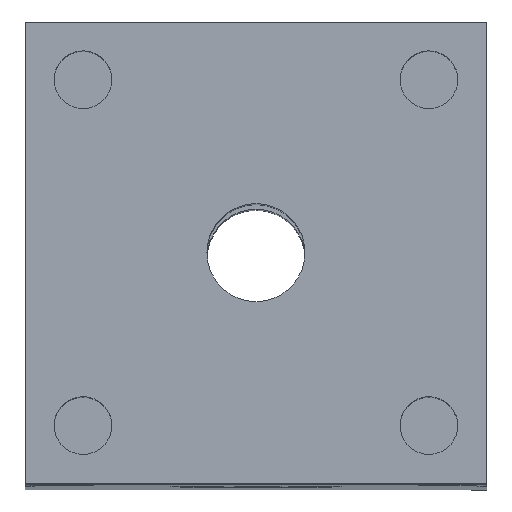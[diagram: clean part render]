
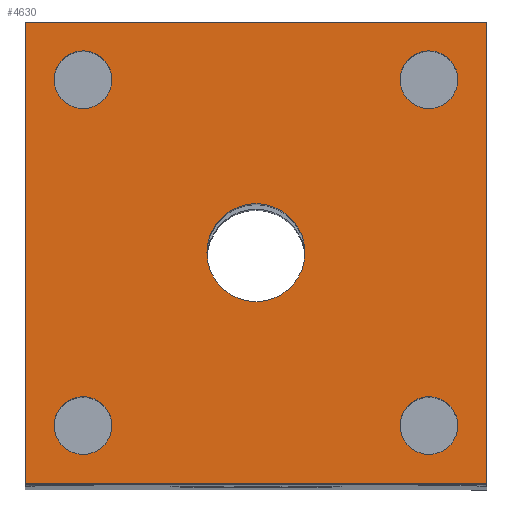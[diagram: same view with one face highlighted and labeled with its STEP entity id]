
A CAD part, top view. The second image highlights one B-rep face of the part: STEP entity #4630.
In plain terms, the highlighted face is planar.
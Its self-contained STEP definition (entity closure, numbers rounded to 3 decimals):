
#1340=CARTESIAN_POINT('',(-0.439,-20.039,
-19.828));
#1350=VERTEX_POINT('',#1340);
#1380=CARTESIAN_POINT('',(-0.266,-20.039,
0.026));
#1390=DIRECTION('',(-0.009,0.,
-1.));
#1400=VECTOR('',#1390,1.);
#1410=LINE('',#1380,#1400);
#1420=CARTESIAN_POINT('',(-0.09,-20.039,20.17));
#1430=VERTEX_POINT('',#1420);
#1440=EDGE_CURVE('',#1430,#1350,#1410,.T.);
#2380=CARTESIAN_POINT('',(0.608,19.955,
20.164));
#2390=VERTEX_POINT('',#2380);
#2420=CARTESIAN_POINT('',(0.432,19.955,
0.026));
#2430=DIRECTION('',(0.009,0.,
1.));
#2440=VECTOR('',#2430,1.);
#2450=LINE('',#2420,#2440);
#2460=CARTESIAN_POINT('',(0.259,19.955,
-19.835));
#2470=VERTEX_POINT('',#2460);
#2480=EDGE_CURVE('',#2470,#2390,#2450,.T.);
#3280=CARTESIAN_POINT('',(0.261,0.052,
20.167));
#3290=DIRECTION('',(-0.017,-1.,
0.));
#3300=VECTOR('',#3290,1.);
#3310=LINE('',#3280,#3300);
#3320=EDGE_CURVE('',#2390,#1430,#3310,.T.);
#3720=CARTESIAN_POINT('',(0.296,12.081,
0.166));
#3730=DIRECTION('',(-1.,0.017,
0.009));
#3740=DIRECTION('',(-0.017,-1.,
0.));
#3750=AXIS2_PLACEMENT_3D('',#3720,#3730,#3740);
#3760=PLANE('',#3750);
#3770=ORIENTED_EDGE('',*,*,#3320,.F.);
#3780=ORIENTED_EDGE('',*,*,#1440,.F.);
#3790=CARTESIAN_POINT('',(-0.088,0.052,
-19.832));
#3800=DIRECTION('',(-0.017,-1.,
0.));
#3810=VECTOR('',#3800,1.);
#3820=LINE('',#3790,#3810);
#3830=EDGE_CURVE('',#2470,#1350,#3820,.T.);
#3840=ORIENTED_EDGE('',*,*,#3830,.T.);
#3850=ORIENTED_EDGE('',*,*,#2480,.F.);
#3860=EDGE_LOOP('',(#3850,#3840,#3780,#3770));
#3870=FACE_OUTER_BOUND('',#3860,.T.);
#3880=CARTESIAN_POINT('',(0.084,-0.042,
0.168));
#3890=DIRECTION('',(-1.,0.017,
0.009));
#3900=DIRECTION('',(-0.017,-1.,
0.));
#3910=AXIS2_PLACEMENT_3D('',#3880,#3890,#3900);
#3920=CIRCLE('',#3910,4.25);
#3930=CARTESIAN_POINT('',(0.01,-4.291,
0.168));
#3940=VERTEX_POINT('',#3930);
#3950=CARTESIAN_POINT('',(0.159,4.208,
0.167));
#3960=VERTEX_POINT('',#3950);
#3970=EDGE_CURVE('',#3940,#3960,#3920,.T.);
#3980=ORIENTED_EDGE('',*,*,#3970,.F.);
#3990=EDGE_CURVE('',#3960,#3940,#3920,.T.);
#4000=ORIENTED_EDGE('',*,*,#3990,.F.);
#4010=EDGE_LOOP('',(#4000,#3980));
#4020=FACE_BOUND('',#4010,.T.);
#4030=CARTESIAN_POINT('',(0.215,14.956,
-14.834));
#4040=DIRECTION('',(-1.,0.017,
0.009));
#4050=DIRECTION('',(-0.017,-1.,
0.));
#4060=AXIS2_PLACEMENT_3D('',#4030,#4040,#4050);
#4070=CIRCLE('',#4060,2.5);
#4080=CARTESIAN_POINT('',(0.172,12.456,
-14.834));
#4090=VERTEX_POINT('',#4080);
#4100=CARTESIAN_POINT('',(0.259,17.456,
-14.834));
#4110=VERTEX_POINT('',#4100);
#4120=EDGE_CURVE('',#4090,#4110,#4070,.T.);
#4130=ORIENTED_EDGE('',*,*,#4120,.F.);
#4140=EDGE_CURVE('',#4110,#4090,#4070,.T.);
#4150=ORIENTED_EDGE('',*,*,#4140,.F.);
#4160=EDGE_LOOP('',(#4150,#4130));
#4170=FACE_BOUND('',#4160,.T.);
#4180=CARTESIAN_POINT('',(-0.308,-15.039,
-14.829));
#4190=DIRECTION('',(-1.,0.017,
0.009));
#4200=DIRECTION('',(-0.017,-1.,
0.));
#4210=AXIS2_PLACEMENT_3D('',#4180,#4190,#4200);
#4220=CIRCLE('',#4210,2.5);
#4230=CARTESIAN_POINT('',(-0.352,-17.539,
-14.829));
#4240=VERTEX_POINT('',#4230);
#4250=CARTESIAN_POINT('',(-0.265,-12.54,
-14.83));
#4260=VERTEX_POINT('',#4250);
#4270=EDGE_CURVE('',#4240,#4260,#4220,.T.);
#4280=ORIENTED_EDGE('',*,*,#4270,.F.);
#4290=EDGE_CURVE('',#4260,#4240,#4220,.T.);
#4300=ORIENTED_EDGE('',*,*,#4290,.F.);
#4310=EDGE_LOOP('',(#4300,#4280));
#4320=FACE_BOUND('',#4310,.T.);
#4330=CARTESIAN_POINT('',(-0.046,-15.039,
15.169));
#4340=DIRECTION('',(-1.,0.017,
0.009));
#4350=DIRECTION('',(-0.017,-1.,
0.));
#4360=AXIS2_PLACEMENT_3D('',#4330,#4340,#4350);
#4370=CIRCLE('',#4360,2.5);
#4380=CARTESIAN_POINT('',(-0.09,-17.539,
15.17));
#4390=VERTEX_POINT('',#4380);
#4400=CARTESIAN_POINT('',(-0.003,-12.54,
15.169));
#4410=VERTEX_POINT('',#4400);
#4420=EDGE_CURVE('',#4390,#4410,#4370,.T.);
#4430=ORIENTED_EDGE('',*,*,#4420,.F.);
#4440=EDGE_CURVE('',#4410,#4390,#4370,.T.);
#4450=ORIENTED_EDGE('',*,*,#4440,.F.);
#4460=EDGE_LOOP('',(#4450,#4430));
#4470=FACE_BOUND('',#4460,.T.);
#4480=CARTESIAN_POINT('',(0.477,14.956,
15.165));
#4490=DIRECTION('',(-1.,0.017,
0.009));
#4500=DIRECTION('',(-0.017,-1.,
0.));
#4510=AXIS2_PLACEMENT_3D('',#4480,#4490,#4500);
#4520=CIRCLE('',#4510,2.5);
#4530=CARTESIAN_POINT('',(0.434,12.456,
15.165));
#4540=VERTEX_POINT('',#4530);
#4550=CARTESIAN_POINT('',(0.521,17.456,
15.164));
#4560=VERTEX_POINT('',#4550);
#4570=EDGE_CURVE('',#4540,#4560,#4520,.T.);
#4580=ORIENTED_EDGE('',*,*,#4570,.F.);
#4590=EDGE_CURVE('',#4560,#4540,#4520,.T.);
#4600=ORIENTED_EDGE('',*,*,#4590,.F.);
#4610=EDGE_LOOP('',(#4600,#4580));
#4620=FACE_BOUND('',#4610,.T.);
#4630=ADVANCED_FACE('',(#3870,#4020,#4170,#4320,#4470,#4620),#3760,.T.);
